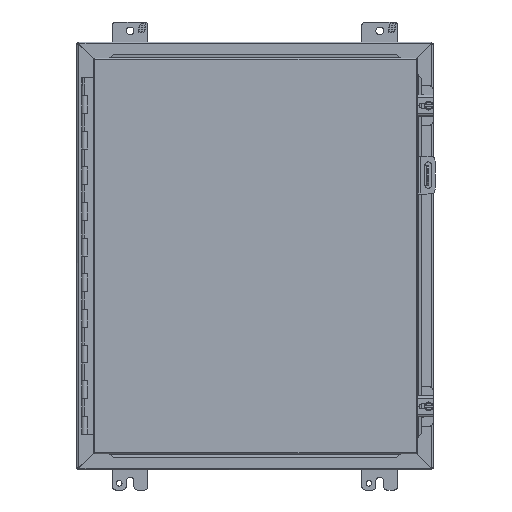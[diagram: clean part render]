
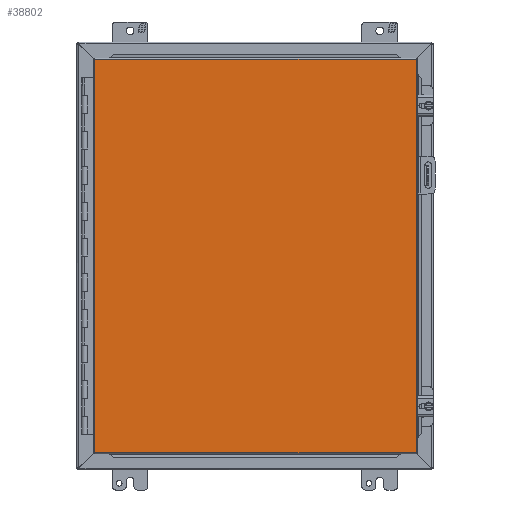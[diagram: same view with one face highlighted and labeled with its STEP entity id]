
A CAD part, front view. The second image highlights one B-rep face of the part: STEP entity #38802.
In plain terms, the highlighted planar face has unit normal (0, -1, 0).
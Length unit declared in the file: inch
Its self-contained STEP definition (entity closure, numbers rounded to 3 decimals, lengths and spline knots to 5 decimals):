
#5039 = AXIS2_PLACEMENT_3D ( 'NONE', #12204, #27619, #42877 ) ;
#5293 = VECTOR ( 'NONE', #28359, 39.37008 ) ;
#5939 = CARTESIAN_POINT ( 'NONE',  ( 9.04626, -11.18504, 11.02376 ) ) ;
#6132 = LINE ( 'NONE', #16998, #11144 ) ;
#6931 = LINE ( 'NONE', #33146, #37456 ) ;
#9318 = EDGE_LOOP ( 'NONE', ( #27382, #13665, #49354, #18530 ) ) ;
#10641 = EDGE_CURVE ( 'NONE', #35977, #17666, #43367, .T. ) ;
#11144 = VECTOR ( 'NONE', #39831, 39.37008 ) ;
#12204 = CARTESIAN_POINT ( 'NONE',  ( -8.98426, -11.18504, -11.02376 ) ) ;
#13516 = CARTESIAN_POINT ( 'NONE',  ( -8.98426, -11.18504, -11.02376 ) ) ;
#13665 = ORIENTED_EDGE ( 'NONE', *, *, #10641, .T. ) ;
#13990 = LINE ( 'NONE', #22633, #41884 ) ;
#16998 = CARTESIAN_POINT ( 'NONE',  ( -8.98426, -11.18504, 11.02376 ) ) ;
#17666 = VERTEX_POINT ( 'NONE', #13516 ) ;
#18530 = ORIENTED_EDGE ( 'NONE', *, *, #29348, .T. ) ;
#21622 = DIRECTION ( 'NONE',  ( 1., 0., 0. ) ) ;
#22633 = CARTESIAN_POINT ( 'NONE',  ( 9.04626, -11.18504, -11.02376 ) ) ;
#24491 = EDGE_CURVE ( 'NONE', #31835, #35977, #6132, .T. ) ;
#25400 = CARTESIAN_POINT ( 'NONE',  ( 9.04626, -11.18504, -11.02376 ) ) ;
#27382 = ORIENTED_EDGE ( 'NONE', *, *, #24491, .T. ) ;
#27619 = DIRECTION ( 'NONE',  ( 0., -1., 0. ) ) ;
#28359 = DIRECTION ( 'NONE',  ( 0., 0., -1. ) ) ;
#29348 = EDGE_CURVE ( 'NONE', #40343, #31835, #6931, .T. ) ;
#31586 = PLANE ( 'NONE',  #5039 ) ;
#31835 = VERTEX_POINT ( 'NONE', #5939 ) ;
#33146 = CARTESIAN_POINT ( 'NONE',  ( 9.04626, -11.18504, 11.02376 ) ) ;
#33883 = CARTESIAN_POINT ( 'NONE',  ( -8.98426, -11.18504, 11.02376 ) ) ;
#35977 = VERTEX_POINT ( 'NONE', #33883 ) ;
#37456 = VECTOR ( 'NONE', #44374, 39.37008 ) ;
#37944 = EDGE_CURVE ( 'NONE', #17666, #40343, #13990, .T. ) ;
#38802 = ADVANCED_FACE ( 'NONE', ( #46614 ), #31586, .T. ) ;
#39831 = DIRECTION ( 'NONE',  ( -1., 0., 0. ) ) ;
#40343 = VERTEX_POINT ( 'NONE', #25400 ) ;
#41884 = VECTOR ( 'NONE', #21622, 39.37008 ) ;
#42877 = DIRECTION ( 'NONE',  ( 0., 0., -1. ) ) ;
#43367 = LINE ( 'NONE', #48148, #5293 ) ;
#44374 = DIRECTION ( 'NONE',  ( 0., 0., 1. ) ) ;
#46614 = FACE_OUTER_BOUND ( 'NONE', #9318, .T. ) ;
#48148 = CARTESIAN_POINT ( 'NONE',  ( -8.98426, -11.18504, -11.02376 ) ) ;
#49354 = ORIENTED_EDGE ( 'NONE', *, *, #37944, .T. ) ;
